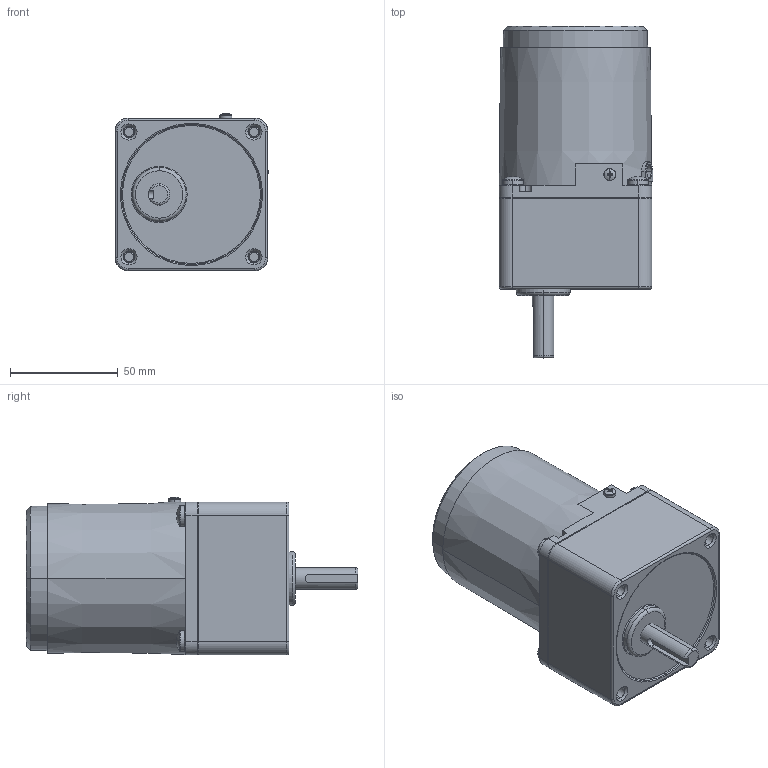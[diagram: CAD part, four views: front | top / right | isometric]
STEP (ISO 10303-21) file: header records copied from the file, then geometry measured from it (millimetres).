
FILE_DESCRIPTION (( 'STEP AP203' ), '1' );
FILE_NAME ('3IK15GN-C(3GN3K-200K).STEP', '2020-04-06T03:55:52', ( 'Windows 蚚誧' ), ( '' ), 'SwSTEP 2.0', 'SolidWorks 2019', '' );
FILE_SCHEMA (( 'CONFIG_CONTROL_DESIGN' ));
Length unit declared in the file: millimetre
Products named in the file (13): 3IK15GN-C-3GN3K-200K_ASM_1_AF0__ASM^ASM0001_ASM_3IK15GN-C-3GN3K-200K_ASM_ASM_ASM_3IK15GN-C(3GN3K-18K)(2)_3IK15GN-C(3GN3K-200K); ASM0001_ASM^3IK15GN-C-3GN3K-200K_ASM_ASM_ASM_3IK15GN-C(3GN3K-18K)(2)_3IK15GN-C(3GN3K-200K); M3^ASM0001_ASM_3IK15GN-C-3GN3K-200K_ASM_ASM_ASM_3IK15GN-C(3GN3K-18K)(2)_3IK15GN-C(3GN3K-200K); 3IK15GN-C-3GN3K-200K_ASM_ASM_ASM^3IK15GN-C(3GN3K-18K)(2)_3IK15GN-C(3GN3K-200K); 60HXQ^ASM0001_ASM_3IK15GN-C-3GN3K-200K_ASM_ASM_ASM_3IK15GN-C(3GN3K-18K)(2)_3IK15GN-C(3GN3K-200K); 3IK15GN-C(3GN3K-18K)(2)^3IK15GN-C(3GN3K-200K); M5^ASM0001_ASM_3IK15GN-C-3GN3K-200K_ASM_ASM_ASM_3IK15GN-C(3GN3K-18K)(2)_3IK15GN-C(3GN3K-200K); 3GN3k-200K; PRT0001^ASM0001_ASM_3IK15GN-C-3GN3K-200K_ASM_ASM_ASM_3IK15GN-C(3GN3K-18K)(2)_3IK15GN-C(3GN3K-200K); 3IK15GN-C(3GN3K-200K); PRT0002^ASM0001_ASM_3IK15GN-C-3GN3K-200K_ASM_ASM_ASM_3IK15GN-C(3GN3K-18K)(2)_3IK15GN-C(3GN3K-200K); 3IK15GN-C_5_AF0^3IK15GN-C-3GN3K-200K_ASM_1_AF0__ASM_ASM0001_ASM_3IK15GN-C-3GN3K-200K_ASM_ASM_ASM_3IK15GN-C(3GN3K-18K)(2)_3IK15GN-C(3GN3K-200K); PRT0003^ASM0001_ASM_3IK15GN-C-3GN3K-200K_ASM_ASM_ASM_3IK15GN-C(3GN3K-18K)(2)_3IK15GN-C(3GN3K-200K)
Assembly tree (12 placements, depth 6):
  3IK15GN-C(3GN3K-200K)
    3IK15GN-C(3GN3K-18K)(2)^3IK15GN-C(3GN3K-200K)
      3IK15GN-C-3GN3K-200K_ASM_ASM_ASM^3IK15GN-C(3GN3K-18K)(2)_3IK15GN-C(3GN3K-200K)
        ASM0001_ASM^3IK15GN-C-3GN3K-200K_ASM_ASM_ASM_3IK15GN-C(3GN3K-18K)(2)_3IK15GN-C(3GN3K-200K)
          3IK15GN-C-3GN3K-200K_ASM_1_AF0__ASM^ASM0001_ASM_3IK15GN-C-3GN3K-200K_ASM_ASM_ASM_3IK15GN-C(3GN3K-18K)(2)_3IK15GN-C(3GN3K-200K)
            3IK15GN-C_5_AF0^3IK15GN-C-3GN3K-200K_ASM_1_AF0__ASM_ASM0001_ASM_3IK15GN-C-3GN3K-200K_ASM_ASM_ASM_3IK15GN-C(3GN3K-18K)(2)_3IK15GN-C(3GN3K-200K)
          M3^ASM0001_ASM_3IK15GN-C-3GN3K-200K_ASM_ASM_ASM_3IK15GN-C(3GN3K-18K)(2)_3IK15GN-C(3GN3K-200K)
          60HXQ^ASM0001_ASM_3IK15GN-C-3GN3K-200K_ASM_ASM_ASM_3IK15GN-C(3GN3K-18K)(2)_3IK15GN-C(3GN3K-200K)
          M5^ASM0001_ASM_3IK15GN-C-3GN3K-200K_ASM_ASM_ASM_3IK15GN-C(3GN3K-18K)(2)_3IK15GN-C(3GN3K-200K)
          PRT0001^ASM0001_ASM_3IK15GN-C-3GN3K-200K_ASM_ASM_ASM_3IK15GN-C(3GN3K-18K)(2)_3IK15GN-C(3GN3K-200K)
          PRT0002^ASM0001_ASM_3IK15GN-C-3GN3K-200K_ASM_ASM_ASM_3IK15GN-C(3GN3K-18K)(2)_3IK15GN-C(3GN3K-200K)
          PRT0003^ASM0001_ASM_3IK15GN-C-3GN3K-200K_ASM_ASM_ASM_3IK15GN-C(3GN3K-18K)(2)_3IK15GN-C(3GN3K-200K)
    3GN3k-200K
Bounding box: 71.31 x 154 x 73.06 mm (x, y, z)
Volume: 321572.8 mm3; surface area: 76278 mm2
Topology: 8 solids, 8 shells, 1040 faces, 2707 edges, 1677 vertices
Faces by surface type: cone 517, cylinder 295, plane 158, torus 54, sphere 16
Entity records: 34034 total; most frequent: DIRECTION 6318, CARTESIAN_POINT 6058, ORIENTED_EDGE 5346, EDGE_CURVE 2673, AXIS2_PLACEMENT_3D 2656, VERTEX_POINT 1677, CIRCLE 1597, EDGE_LOOP 1088
